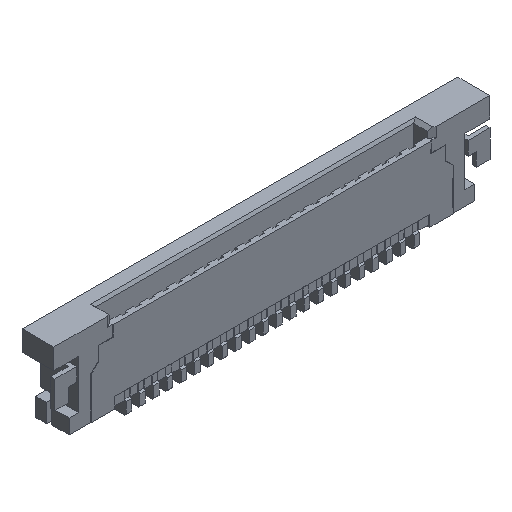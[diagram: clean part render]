
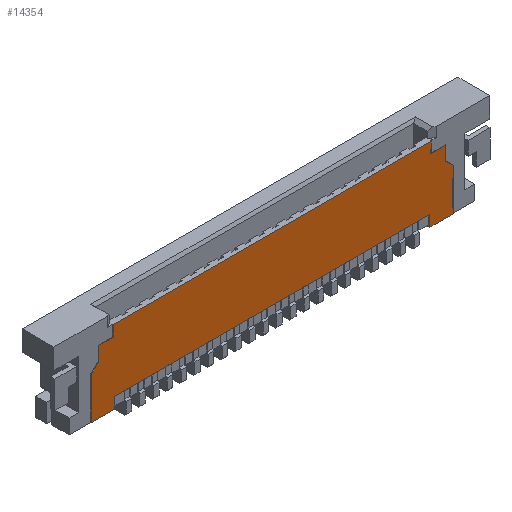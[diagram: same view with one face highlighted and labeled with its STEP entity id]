
A CAD part, isometric view. The second image highlights one B-rep face of the part: STEP entity #14354.
In plain terms, the highlighted planar face has unit normal (0, -1, 0).
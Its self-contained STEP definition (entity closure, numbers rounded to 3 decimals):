
#1967 = CARTESIAN_POINT ( 'NONE',  ( -5.75, 0.02, 0.4 ) ) ;
#1968 = DIRECTION ( 'NONE',  ( -1., 0., 0. ) ) ;
#1969 = VECTOR ( 'NONE', #1968, 1000. ) ;
#1970 = CARTESIAN_POINT ( 'NONE',  ( -5.75, 0.02, 0.4 ) ) ;
#1971 = LINE ( 'NONE', #1970, #1969 ) ;
#1972 = CARTESIAN_POINT ( 'NONE',  ( 5.75, 0.02, 0.4 ) ) ;
#6797 = CARTESIAN_POINT ( 'NONE',  ( 5.75, 0.02, 0. ) ) ;
#7602 = CARTESIAN_POINT ( 'NONE',  ( -5.75, 0.02, 0. ) ) ;
#7708 = DIRECTION ( 'NONE',  ( 0., 0., 1. ) ) ;
#7709 = VECTOR ( 'NONE', #7708, 1000. ) ;
#7710 = CARTESIAN_POINT ( 'NONE',  ( 5.75, 0.02, 0.4 ) ) ;
#7711 = LINE ( 'NONE', #7710, #7709 ) ;
#8853 = VECTOR ( 'NONE', #9092, 1000. ) ;
#8854 = CARTESIAN_POINT ( 'NONE',  ( -5.75, 0.02, 0.4 ) ) ;
#8855 = LINE ( 'NONE', #8854, #8853 ) ;
#9092 = DIRECTION ( 'NONE',  ( 0., 0., -1. ) ) ;
#10334 = DIRECTION ( 'NONE',  ( -1., 0., 0. ) ) ;
#10496 = CARTESIAN_POINT ( 'NONE',  ( -5.8, 0.02, 2.3 ) ) ;
#10576 = FACE_OUTER_BOUND ( 'NONE', #14496, .T. ) ;
#10577 = DIRECTION ( 'NONE',  ( 0., 0., 1. ) ) ;
#10578 = VECTOR ( 'NONE', #10577, 1000. ) ;
#10579 = CARTESIAN_POINT ( 'NONE',  ( 5.8, 0.02, 2.3 ) ) ;
#10580 = LINE ( 'NONE', #10579, #10578 ) ;
#10582 = CARTESIAN_POINT ( 'NONE',  ( 5.8, 0.02, 2.3 ) ) ;
#10583 = DIRECTION ( 'NONE',  ( 1., 0., 0. ) ) ;
#10584 = VECTOR ( 'NONE', #10583, 1000. ) ;
#10585 = CARTESIAN_POINT ( 'NONE',  ( 6.22, 0.02, 2.3 ) ) ;
#10586 = LINE ( 'NONE', #10585, #10584 ) ;
#10647 = DIRECTION ( 'NONE',  ( 1., 0., 0. ) ) ;
#10648 = VECTOR ( 'NONE', #10647, 1000. ) ;
#10649 = CARTESIAN_POINT ( 'NONE',  ( 6.22, 0.02, 2.3 ) ) ;
#10650 = LINE ( 'NONE', #10649, #10648 ) ;
#10652 = CARTESIAN_POINT ( 'NONE',  ( -6.33, 0.02, 2.3 ) ) ;
#10675 = VECTOR ( 'NONE', #10334, 1000. ) ;
#10676 = CARTESIAN_POINT ( 'NONE',  ( 5.75, 0.02, 0. ) ) ;
#10677 = LINE ( 'NONE', #10676, #10675 ) ;
#10683 = CARTESIAN_POINT ( 'NONE',  ( -6.6, 0.02, 1.53 ) ) ;
#10684 = DIRECTION ( 'NONE',  ( 0., 0., -1. ) ) ;
#10685 = DIRECTION ( 'NONE',  ( 0., -1., 0. ) ) ;
#10686 = CARTESIAN_POINT ( 'NONE',  ( 5.92, 0.02, 0. ) ) ;
#10687 = AXIS2_PLACEMENT_3D ( 'NONE', #10686, #10685, #10684 ) ;
#10688 = PLANE ( 'NONE',  #10687 ) ;
#10716 = DIRECTION ( 'NONE',  ( -1., 0., 0. ) ) ;
#10717 = VECTOR ( 'NONE', #10716, 1000. ) ;
#10718 = CARTESIAN_POINT ( 'NONE',  ( -5.75, 0.02, 0. ) ) ;
#10719 = LINE ( 'NONE', #10718, #10717 ) ;
#11092 = DIRECTION ( 'NONE',  ( 0., 0., 1. ) ) ;
#11094 = VECTOR ( 'NONE', #11092, 1000. ) ;
#11096 = CARTESIAN_POINT ( 'NONE',  ( -5.8, 0.02, 2.3 ) ) ;
#11098 = LINE ( 'NONE', #11096, #11094 ) ;
#11102 = CARTESIAN_POINT ( 'NONE',  ( -5.8, 0.02, 2.7 ) ) ;
#11114 = DIRECTION ( 'NONE',  ( -1., 0., 0. ) ) ;
#11115 = VECTOR ( 'NONE', #11114, 1000. ) ;
#11116 = CARTESIAN_POINT ( 'NONE',  ( 5.8, 0.02, 2.7 ) ) ;
#11117 = LINE ( 'NONE', #11116, #11115 ) ;
#11119 = CARTESIAN_POINT ( 'NONE',  ( 5.8, 0.02, 2.7 ) ) ;
#11140 = CARTESIAN_POINT ( 'NONE',  ( -6.6, 0.02, 0. ) ) ;
#11209 = DIRECTION ( 'NONE',  ( 0.707, 0., 0.707 ) ) ;
#11210 = VECTOR ( 'NONE', #11209, 1000. ) ;
#11211 = CARTESIAN_POINT ( 'NONE',  ( -6.6, 0.02, 1.53 ) ) ;
#11212 = LINE ( 'NONE', #11211, #11210 ) ;
#11214 = CARTESIAN_POINT ( 'NONE',  ( -6.33, 0.02, 1.8 ) ) ;
#11215 = DIRECTION ( 'NONE',  ( 0., 0., 1. ) ) ;
#11216 = VECTOR ( 'NONE', #11215, 1000. ) ;
#11217 = CARTESIAN_POINT ( 'NONE',  ( -6.33, 0.02, 1.8 ) ) ;
#11218 = LINE ( 'NONE', #11217, #11216 ) ;
#11220 = DIRECTION ( 'NONE',  ( 0., 0., 1. ) ) ;
#11222 = VECTOR ( 'NONE', #11220, 1000. ) ;
#11224 = CARTESIAN_POINT ( 'NONE',  ( -6.6, 0.02, 0. ) ) ;
#11225 = LINE ( 'NONE', #11224, #11222 ) ;
#11228 = CARTESIAN_POINT ( 'NONE',  ( 6.33, 0.02, 2.3 ) ) ;
#11231 = DIRECTION ( 'NONE',  ( 0., 0., 1. ) ) ;
#11233 = VECTOR ( 'NONE', #11231, 1000. ) ;
#11234 = CARTESIAN_POINT ( 'NONE',  ( 6.33, 0.02, 1.8 ) ) ;
#11235 = LINE ( 'NONE', #11234, #11233 ) ;
#11240 = CARTESIAN_POINT ( 'NONE',  ( 6.33, 0.02, 1.8 ) ) ;
#11242 = DIRECTION ( 'NONE',  ( -0.707, 0., 0.707 ) ) ;
#11244 = VECTOR ( 'NONE', #11242, 1000. ) ;
#11247 = CARTESIAN_POINT ( 'NONE',  ( 6.6, 0.02, 1.53 ) ) ;
#11248 = LINE ( 'NONE', #11247, #11244 ) ;
#11708 = CARTESIAN_POINT ( 'NONE',  ( 6.6, 0.02, 1.53 ) ) ;
#11709 = DIRECTION ( 'NONE',  ( 0., 0., 1. ) ) ;
#11710 = VECTOR ( 'NONE', #11709, 1000. ) ;
#11711 = CARTESIAN_POINT ( 'NONE',  ( 6.6, 0.02, 0. ) ) ;
#11712 = LINE ( 'NONE', #11711, #11710 ) ;
#11713 = CARTESIAN_POINT ( 'NONE',  ( 6.6, 0.02, 0. ) ) ;
#13071 = VERTEX_POINT ( 'NONE', #6797 ) ;
#13482 = EDGE_CURVE ( 'NONE', #13071, #18998, #7711, .T. ) ;
#13529 = VERTEX_POINT ( 'NONE', #7602 ) ;
#13855 = EDGE_CURVE ( 'NONE', #19001, #13529, #8855, .T. ) ;
#14234 = VERTEX_POINT ( 'NONE', #10496 ) ;
#14267 = VERTEX_POINT ( 'NONE', #10652 ) ;
#14269 = EDGE_CURVE ( 'NONE', #14267, #14234, #10650, .T. ) ;
#14321 = EDGE_CURVE ( 'NONE', #13529, #14416, #10719, .T. ) ;
#14347 = ORIENTED_EDGE ( 'NONE', *, *, #14348, .F. ) ;
#14348 = EDGE_CURVE ( 'NONE', #14349, #14363, #10586, .T. ) ;
#14349 = VERTEX_POINT ( 'NONE', #10582 ) ;
#14350 = ORIENTED_EDGE ( 'NONE', *, *, #14351, .T. ) ;
#14351 = EDGE_CURVE ( 'NONE', #14349, #14425, #10580, .T. ) ;
#14352 = ORIENTED_EDGE ( 'NONE', *, *, #13855, .F. ) ;
#14353 = ORIENTED_EDGE ( 'NONE', *, *, #19000, .F. ) ;
#14354 = ADVANCED_FACE ( 'NONE', ( #10576 ), #10688, .T. ) ;
#14355 = VERTEX_POINT ( 'NONE', #10683 ) ;
#14357 = EDGE_CURVE ( 'NONE', #14490, #13071, #10677, .T. ) ;
#14358 = ORIENTED_EDGE ( 'NONE', *, *, #14492, .T. ) ;
#14359 = EDGE_CURVE ( 'NONE', #14493, #14360, #11248, .T. ) ;
#14360 = VERTEX_POINT ( 'NONE', #11240 ) ;
#14361 = ORIENTED_EDGE ( 'NONE', *, *, #14362, .T. ) ;
#14362 = EDGE_CURVE ( 'NONE', #14360, #14363, #11235, .T. ) ;
#14363 = VERTEX_POINT ( 'NONE', #11228 ) ;
#14364 = ORIENTED_EDGE ( 'NONE', *, *, #14365, .F. ) ;
#14365 = EDGE_CURVE ( 'NONE', #14416, #14355, #11225, .T. ) ;
#14366 = ORIENTED_EDGE ( 'NONE', *, *, #14269, .F. ) ;
#14367 = ORIENTED_EDGE ( 'NONE', *, *, #14368, .F. ) ;
#14368 = EDGE_CURVE ( 'NONE', #14369, #14267, #11218, .T. ) ;
#14369 = VERTEX_POINT ( 'NONE', #11214 ) ;
#14370 = ORIENTED_EDGE ( 'NONE', *, *, #14371, .F. ) ;
#14371 = EDGE_CURVE ( 'NONE', #14355, #14369, #11212, .T. ) ;
#14416 = VERTEX_POINT ( 'NONE', #11140 ) ;
#14424 = ORIENTED_EDGE ( 'NONE', *, *, #14321, .F. ) ;
#14425 = VERTEX_POINT ( 'NONE', #11119 ) ;
#14426 = ORIENTED_EDGE ( 'NONE', *, *, #14427, .T. ) ;
#14427 = EDGE_CURVE ( 'NONE', #14425, #14434, #11117, .T. ) ;
#14428 = ORIENTED_EDGE ( 'NONE', *, *, #14438, .F. ) ;
#14434 = VERTEX_POINT ( 'NONE', #11102 ) ;
#14438 = EDGE_CURVE ( 'NONE', #14234, #14434, #11098, .T. ) ;
#14488 = ORIENTED_EDGE ( 'NONE', *, *, #13482, .F. ) ;
#14489 = ORIENTED_EDGE ( 'NONE', *, *, #14357, .F. ) ;
#14490 = VERTEX_POINT ( 'NONE', #11713 ) ;
#14492 = EDGE_CURVE ( 'NONE', #14490, #14493, #11712, .T. ) ;
#14493 = VERTEX_POINT ( 'NONE', #11708 ) ;
#14494 = ORIENTED_EDGE ( 'NONE', *, *, #14359, .T. ) ;
#14496 = EDGE_LOOP ( 'NONE', ( #14364, #14424, #14352, #14353, #14488, #14489, #14358, #14494, #14361, #14347, #14350, #14426, #14428, #14366, #14367, #14370 ) ) ;
#18998 = VERTEX_POINT ( 'NONE', #1972 ) ;
#19000 = EDGE_CURVE ( 'NONE', #18998, #19001, #1971, .T. ) ;
#19001 = VERTEX_POINT ( 'NONE', #1967 ) ;
